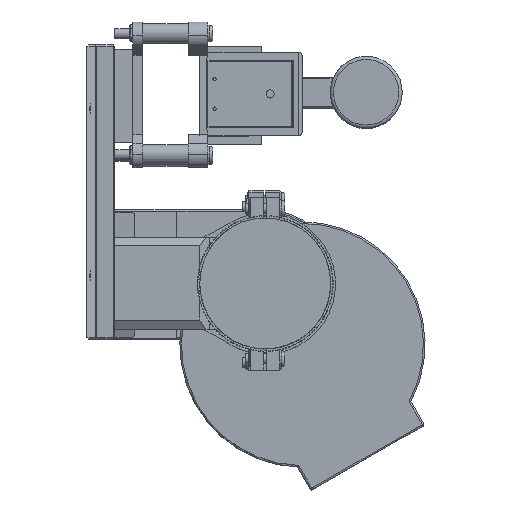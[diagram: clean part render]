
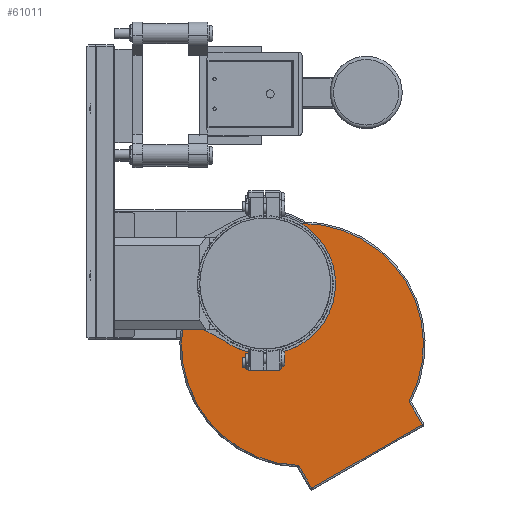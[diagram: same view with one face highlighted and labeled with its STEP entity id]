
A CAD part, top view. The second image highlights one B-rep face of the part: STEP entity #61011.
In plain terms, the highlighted planar face has unit normal (0, 0, 1).
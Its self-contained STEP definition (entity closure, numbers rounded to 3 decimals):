
#60960=CARTESIAN_POINT('',(22.743,-37.091,26.5));
#60961=DIRECTION('',(0.,-0.,-1.));
#60962=DIRECTION('',(-0.866,-0.5,-0.));
#60963=AXIS2_PLACEMENT_3D('',#60960,#60961,#60962);
#60964=PLANE('',#60963);
#60965=CARTESIAN_POINT('',(-10.623,18.701,26.5));
#60966=VERTEX_POINT('',#60965);
#60967=CARTESIAN_POINT('',(-0.123,0.514,26.5));
#60968=DIRECTION('',(0.,-0.,-1.));
#60969=DIRECTION('',(-0.5,0.866,-0.));
#60970=AXIS2_PLACEMENT_3D('',#60967,#60968,#60969);
#60971=CIRCLE('',#60970,21.);
#60972=EDGE_CURVE('',#60966,#60966,#60971,.T.);
#60973=ORIENTED_EDGE('',*,*,#60972,.T.);
#60974=EDGE_LOOP('',(#60973));
#60975=FACE_BOUND('',#60974,.T.);
#60976=CARTESIAN_POINT('',(96.018,-86.007,26.5));
#60977=VERTEX_POINT('',#60976);
#60978=CARTESIAN_POINT('',(87.962,-72.054,26.5));
#60979=VERTEX_POINT('',#60978);
#60980=CARTESIAN_POINT('',(96.018,-86.007,26.5));
#60981=DIRECTION('',(-0.5,0.866,-0.));
#60982=VECTOR('',#60981,16.111);
#60983=LINE('',#60980,#60982);
#60984=EDGE_CURVE('',#60977,#60979,#60983,.T.);
#60985=ORIENTED_EDGE('',*,*,#60984,.T.);
#60986=CARTESIAN_POINT('',(20.412,-111.054,26.5));
#60987=VERTEX_POINT('',#60986);
#60988=CARTESIAN_POINT('',(22.743,-37.091,26.5));
#60989=DIRECTION('',(-0.,0.,1.));
#60990=DIRECTION('',(0.866,-0.5,0.));
#60991=AXIS2_PLACEMENT_3D('',#60988,#60989,#60990);
#60992=CIRCLE('',#60991,74.);
#60993=EDGE_CURVE('',#60979,#60987,#60992,.T.);
#60994=ORIENTED_EDGE('',*,*,#60993,.T.);
#60995=CARTESIAN_POINT('',(28.468,-125.007,26.5));
#60996=VERTEX_POINT('',#60995);
#60997=CARTESIAN_POINT('',(20.412,-111.054,26.5));
#60998=DIRECTION('',(0.5,-0.866,0.));
#60999=VECTOR('',#60998,16.111);
#61000=LINE('',#60997,#60999);
#61001=EDGE_CURVE('',#60987,#60996,#61000,.T.);
#61002=ORIENTED_EDGE('',*,*,#61001,.T.);
#61003=CARTESIAN_POINT('',(28.468,-125.007,26.5));
#61004=DIRECTION('',(0.866,0.5,0.));
#61005=VECTOR('',#61004,78.);
#61006=LINE('',#61003,#61005);
#61007=EDGE_CURVE('',#60996,#60977,#61006,.T.);
#61008=ORIENTED_EDGE('',*,*,#61007,.T.);
#61009=EDGE_LOOP('',(#60985,#60994,#61002,#61008));
#61010=FACE_BOUND('',#61009,.T.);
#61011=ADVANCED_FACE('',(#60975,#61010),#60964,.F.);
